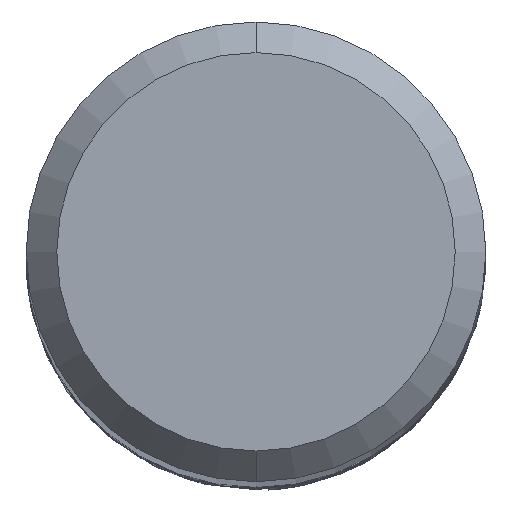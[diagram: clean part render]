
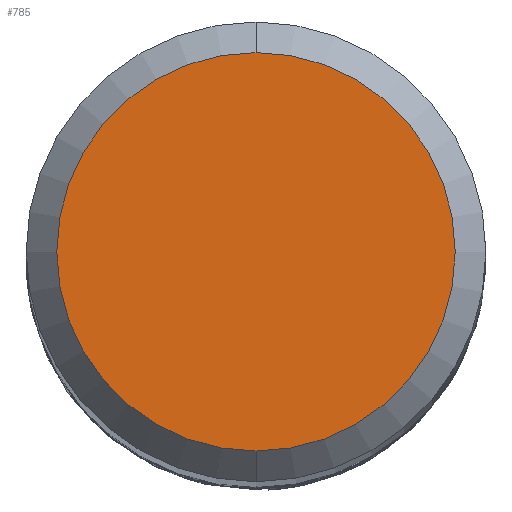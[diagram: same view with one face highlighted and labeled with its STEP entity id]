
A CAD part, top view. The second image highlights one B-rep face of the part: STEP entity #785.
In plain terms, the highlighted planar face has unit normal (0, 0, 1).
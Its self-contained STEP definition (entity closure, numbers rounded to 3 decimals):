
#785=ADVANCED_FACE('',(#1972),#1973,.T.);
#981=VERTEX_POINT('',#2193);
#1045=EDGE_CURVE('',#981,#1685,#2265,.T.);
#1397=EDGE_CURVE('',#1685,#981,#2646,.T.);
#1685=VERTEX_POINT('',#2955);
#1972=FACE_OUTER_BOUND('',#4361,.T.);
#1973=PLANE('',#4362);
#2193=CARTESIAN_POINT('',(0.,-2.6,0.0));
#2265=CIRCLE('',#7328,2.6);
#2646=CIRCLE('',#10532,2.6);
#2955=CARTESIAN_POINT('',(0.0,2.6,0.0));
#4361=EDGE_LOOP('',(#16343,#16344));
#4362=AXIS2_PLACEMENT_3D('',#16345,#16346,#16347);
#7328=AXIS2_PLACEMENT_3D('',#16688,#16689,#16690);
#10532=AXIS2_PLACEMENT_3D('',#17033,#17034,#17035);
#16343=ORIENTED_EDGE('',*,*,#1397,.F.);
#16344=ORIENTED_EDGE('',*,*,#1045,.F.);
#16345=CARTESIAN_POINT('',(0.0,1.3,0.0));
#16346=DIRECTION('',(-0.0,0.0,1.0));
#16347=DIRECTION('',(0.0,-1.0,0.0));
#16688=CARTESIAN_POINT('',(0.0,0.0,0.0));
#16689=DIRECTION('',(0.0,0.0,-1.0));
#16690=DIRECTION('',(0.0,1.0,0.0));
#17033=CARTESIAN_POINT('',(0.0,0.0,0.0));
#17034=DIRECTION('',(0.0,0.0,-1.0));
#17035=DIRECTION('',(0.0,1.0,0.0));
